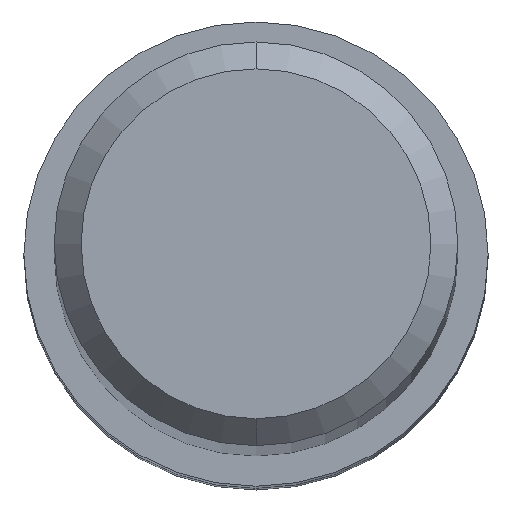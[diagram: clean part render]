
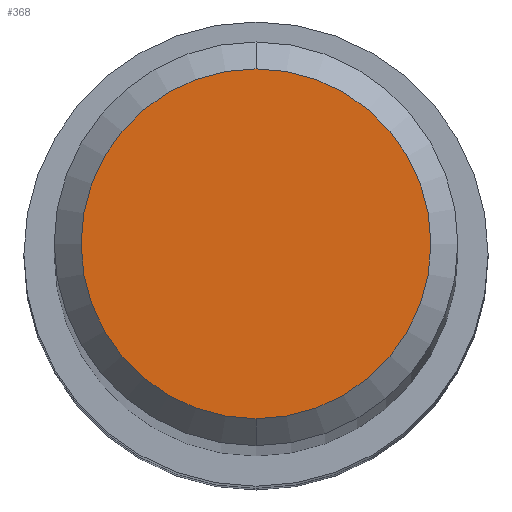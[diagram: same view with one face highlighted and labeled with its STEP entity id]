
A CAD part, top view. The second image highlights one B-rep face of the part: STEP entity #368.
In plain terms, the highlighted planar face has unit normal (0, 0, 1).
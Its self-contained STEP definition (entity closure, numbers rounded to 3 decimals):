
#218=VERTEX_POINT('',#517);
#272=EDGE_CURVE('',#218,#396,#573,.T.);
#368=ADVANCED_FACE('',(#678),#679,.T.);
#396=VERTEX_POINT('',#711);
#426=EDGE_CURVE('',#396,#218,#744,.T.);
#517=CARTESIAN_POINT('',(0.,-2.6,0.0));
#573=CIRCLE('',#992,2.6);
#678=FACE_OUTER_BOUND('',#1221,.T.);
#679=PLANE('',#1222);
#711=CARTESIAN_POINT('',(0.0,2.6,0.0));
#744=CIRCLE('',#1362,2.6);
#992=AXIS2_PLACEMENT_3D('',#1482,#1483,#1484);
#1221=EDGE_LOOP('',(#1595,#1596));
#1222=AXIS2_PLACEMENT_3D('',#1597,#1598,#1599);
#1362=AXIS2_PLACEMENT_3D('',#1690,#1691,#1692);
#1482=CARTESIAN_POINT('',(0.0,0.0,0.0));
#1483=DIRECTION('',(0.0,0.0,-1.0));
#1484=DIRECTION('',(0.0,1.0,0.0));
#1595=ORIENTED_EDGE('',*,*,#426,.F.);
#1596=ORIENTED_EDGE('',*,*,#272,.F.);
#1597=CARTESIAN_POINT('',(0.0,1.3,0.0));
#1598=DIRECTION('',(-0.0,0.0,1.0));
#1599=DIRECTION('',(0.0,-1.0,0.0));
#1690=CARTESIAN_POINT('',(0.0,0.0,0.0));
#1691=DIRECTION('',(0.0,0.0,-1.0));
#1692=DIRECTION('',(0.0,1.0,0.0));
